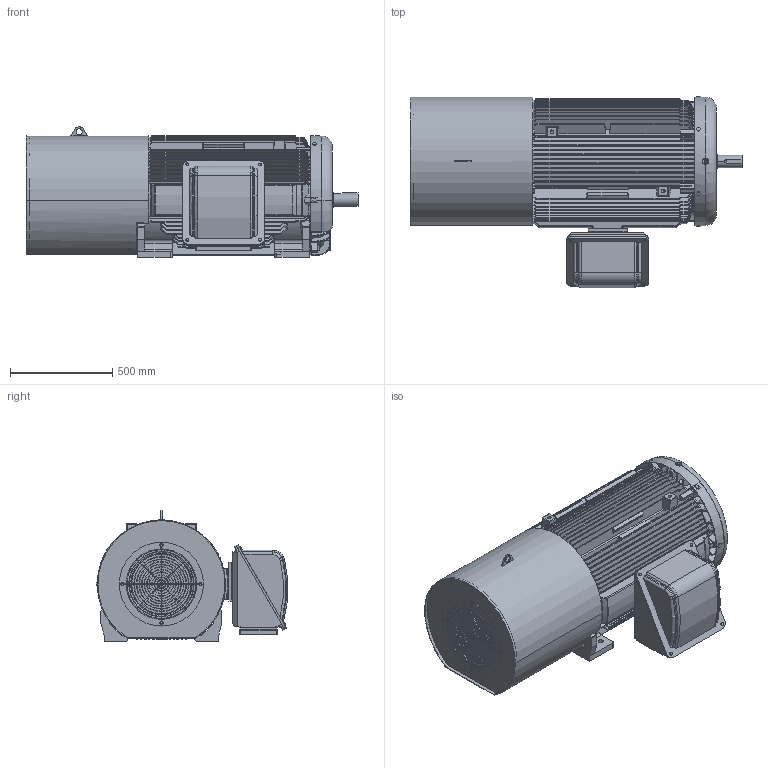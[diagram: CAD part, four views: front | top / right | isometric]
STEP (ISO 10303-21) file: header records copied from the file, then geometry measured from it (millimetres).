
FILE_DESCRIPTION (( 'STEP AP203' ), '1' );
FILE_NAME ('AEHH8N_449TS(X).STEP', '2021-03-16T02:07:25', ( '' ), ( '' ), 'SwSTEP 2.0', 'SolidWorks 2020', '' );
FILE_SCHEMA (( 'CONFIG_CONTROL_DESIGN' ));
Products named in the file (1): AEHH8N_449TS(X)
Bounding box: 1621.13 x 935.24 x 637.79 mm (x, y, z)
Volume: 421012611.1 mm3; surface area: 10722395.4 mm2
Topology: 27 solids, 47 shells, 3852 faces, 9719 edges, 5928 vertices
Faces by surface type: cylinder 1372, plane 1266, bspline 704, cone 284, torus 212, sphere 14
Entity records: 166288 total; most frequent: CARTESIAN_POINT 83279, ORIENTED_EDGE 19276, DIRECTION 13789, EDGE_CURVE 9638, VERTEX_POINT 5928, AXIS2_PLACEMENT_3D 4860, VECTOR 4069, LINE 4069
